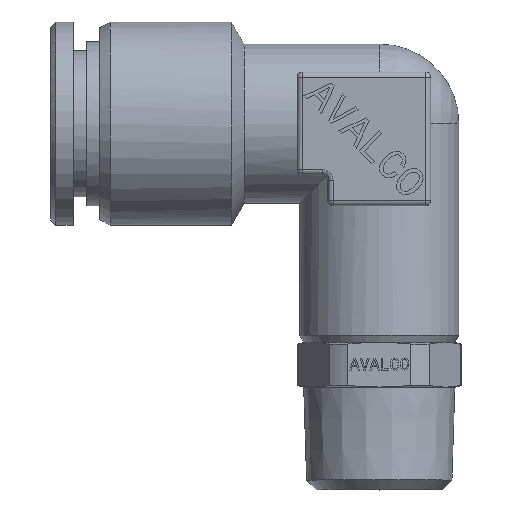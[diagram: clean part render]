
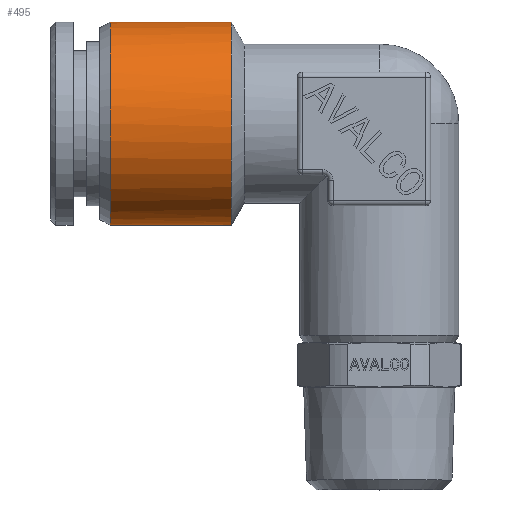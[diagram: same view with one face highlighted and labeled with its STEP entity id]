
A CAD part, top view. The second image highlights one B-rep face of the part: STEP entity #495.
In plain terms, the highlighted cylindrical face has radius 11.385 mm (diameter 22.77 mm), a partial arc.
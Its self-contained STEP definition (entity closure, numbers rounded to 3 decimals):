
#414=CARTESIAN_POINT('Vertex',(-30.13,20.59,0.)) ;
#416=CARTESIAN_POINT('Vertex',(-30.13,-2.18,0.)) ;
#441=CARTESIAN_POINT('Axis2P3D Location',(-30.13,9.205,0.)) ;
#453=CARTESIAN_POINT('Axis2P3D Location',(-33.29,9.205,0.)) ;
#458=CARTESIAN_POINT('Line Origine',(-33.29,-2.18,0.)) ;
#462=CARTESIAN_POINT('Vertex',(-16.56,-2.18,0.)) ;
#466=CARTESIAN_POINT('Control Point',(-16.56,20.59,0.)) ;
#467=CARTESIAN_POINT('Control Point',(-16.56,20.59,1.788)) ;
#468=CARTESIAN_POINT('Control Point',(-16.56,20.239,3.577)) ;
#469=CARTESIAN_POINT('Control Point',(-16.56,19.536,5.273)) ;
#470=CARTESIAN_POINT('Control Point',(-16.56,17.504,8.299)) ;
#471=CARTESIAN_POINT('Control Point',(-16.56,14.478,10.331)) ;
#472=CARTESIAN_POINT('Control Point',(-16.56,12.782,11.034)) ;
#473=CARTESIAN_POINT('Control Point',(-16.56,9.205,11.736)) ;
#474=CARTESIAN_POINT('Control Point',(-16.56,5.628,11.034)) ;
#475=CARTESIAN_POINT('Control Point',(-16.56,3.932,10.331)) ;
#476=CARTESIAN_POINT('Control Point',(-16.56,0.906,8.299)) ;
#477=CARTESIAN_POINT('Control Point',(-16.56,-1.126,5.273)) ;
#478=CARTESIAN_POINT('Control Point',(-16.56,-1.829,3.577)) ;
#479=CARTESIAN_POINT('Control Point',(-16.56,-2.18,1.788)) ;
#480=CARTESIAN_POINT('Control Point',(-16.56,-2.18,0.)) ;
#481=CARTESIAN_POINT('Vertex',(-16.56,20.59,0.)) ;
#484=CARTESIAN_POINT('Line Origine',(-33.29,20.59,0.)) ;
#442=DIRECTION('Axis2P3D Direction',(1.,0.,0.)) ;
#454=DIRECTION('Axis2P3D Direction',(1.,0.,0.)) ;
#455=DIRECTION('Axis2P3D XDirection',(0.,1.,0.)) ;
#459=DIRECTION('Vector Direction',(1.,0.,0.)) ;
#485=DIRECTION('Vector Direction',(1.,0.,0.)) ;
#443=AXIS2_PLACEMENT_3D('Circle Axis2P3D',#441,#442,$) ;
#456=AXIS2_PLACEMENT_3D('Cylinder Axis2P3D',#453,#454,#455) ;
#490=ORIENTED_EDGE('',*,*,#445,.T.) ;
#491=ORIENTED_EDGE('',*,*,#464,.F.) ;
#492=ORIENTED_EDGE('',*,*,#483,.F.) ;
#493=ORIENTED_EDGE('',*,*,#488,.T.) ;
#460=VECTOR('Line Direction',#459,1.) ;
#486=VECTOR('Line Direction',#485,1.) ;
#495=ADVANCED_FACE('PR505B-14R38',(#494),#457,.T.) ;
#465=B_SPLINE_CURVE_WITH_KNOTS('',5,(#466,#467,#468,#469,#470,#471,#472,#473,#474,#475,#476,#477,#478,#479,#480),.UNSPECIFIED.,.F.,.U.,(6,3,3,3,6),(-17.884,-8.942,0.,8.942,17.884),.UNSPECIFIED.) ;
#444=CIRCLE('generated circle',#443,11.385) ;
#457=CYLINDRICAL_SURFACE('generated cylinder',#456,11.385) ;
#445=EDGE_CURVE('',#415,#417,#444,.T.) ;
#464=EDGE_CURVE('',#463,#417,#461,.F.) ;
#483=EDGE_CURVE('',#482,#463,#465,.T.) ;
#488=EDGE_CURVE('',#482,#415,#487,.F.) ;
#489=EDGE_LOOP('',(#490,#491,#492,#493)) ;
#494=FACE_OUTER_BOUND('',#489,.T.) ;
#461=LINE('Line',#458,#460) ;
#487=LINE('Line',#484,#486) ;
#415=VERTEX_POINT('',#414) ;
#417=VERTEX_POINT('',#416) ;
#463=VERTEX_POINT('',#462) ;
#482=VERTEX_POINT('',#481) ;
